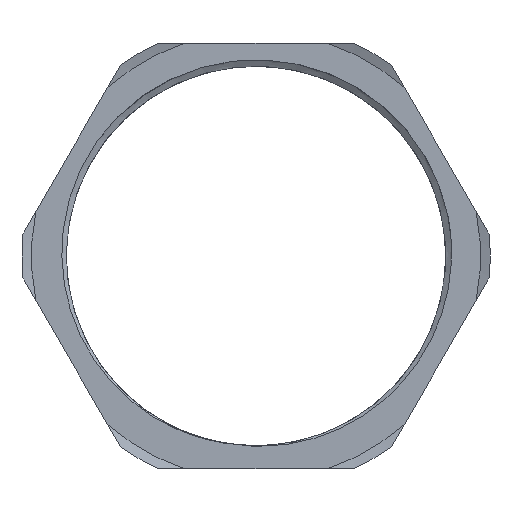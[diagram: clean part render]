
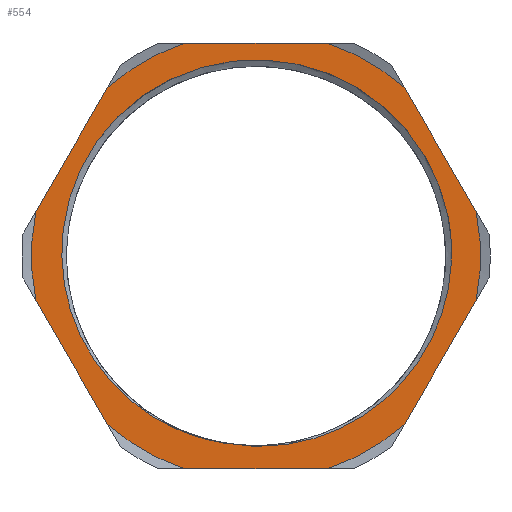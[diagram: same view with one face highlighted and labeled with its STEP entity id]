
A CAD part, left-side view. The second image highlights one B-rep face of the part: STEP entity #554.
In plain terms, the highlighted planar face has unit normal (-1, 0, 0).
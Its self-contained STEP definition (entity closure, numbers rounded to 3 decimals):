
#18=FACE_BOUND('',#136,.T.);
#21=B_SPLINE_CURVE_WITH_KNOTS('',3,(#1173,#1174,#1175,#1176,#1177,#1178,
#1179,#1180,#1181,#1182,#1183,#1184,#1185),.UNSPECIFIED.,.F.,.F.,(4,3,3,
3,4),(-4.5,-3.425,-2.274,-1.132,
0.),.UNSPECIFIED.);
#25=B_SPLINE_CURVE_WITH_KNOTS('',3,(#1590,#1591,#1592,#1593,#1594,#1595,
#1596,#1597,#1598,#1599,#1600,#1601,#1602),.UNSPECIFIED.,.F.,.F.,(4,3,3,
3,4),(-4.504,-3.454,-2.312,-1.16,
0.),.UNSPECIFIED.);
#35=CIRCLE('',#570,26.9);
#37=CIRCLE('',#573,26.9);
#39=CIRCLE('',#576,26.9);
#41=CIRCLE('',#579,26.9);
#43=CIRCLE('',#582,26.9);
#46=CIRCLE('',#586,26.9);
#61=CIRCLE('',#615,22.75);
#62=CIRCLE('',#617,23.51);
#104=FACE_OUTER_BOUND('',#135,.T.);
#135=EDGE_LOOP('',(#501,#502,#503,#504,#505,#506,#507,#508,#509,#510,#511,
#512));
#136=EDGE_LOOP('',(#513,#514,#515,#516));
#138=LINE('',#771,#162);
#142=LINE('',#796,#166);
#146=LINE('',#821,#170);
#150=LINE('',#846,#174);
#154=LINE('',#871,#178);
#158=LINE('',#896,#182);
#162=VECTOR('',#624,10.);
#166=VECTOR('',#630,10.);
#170=VECTOR('',#636,10.);
#174=VECTOR('',#642,10.);
#178=VECTOR('',#648,10.);
#182=VECTOR('',#654,10.);
#212=VERTEX_POINT('',#766);
#213=VERTEX_POINT('',#770);
#220=VERTEX_POINT('',#791);
#221=VERTEX_POINT('',#795);
#228=VERTEX_POINT('',#816);
#229=VERTEX_POINT('',#820);
#236=VERTEX_POINT('',#841);
#237=VERTEX_POINT('',#845);
#244=VERTEX_POINT('',#866);
#245=VERTEX_POINT('',#870);
#252=VERTEX_POINT('',#891);
#253=VERTEX_POINT('',#895);
#261=VERTEX_POINT('',#1171);
#262=VERTEX_POINT('',#1172);
#263=VERTEX_POINT('',#1355);
#264=VERTEX_POINT('',#1589);
#268=EDGE_CURVE('',#213,#212,#138,.T.);
#276=EDGE_CURVE('',#221,#220,#142,.T.);
#284=EDGE_CURVE('',#229,#228,#146,.T.);
#292=EDGE_CURVE('',#237,#236,#150,.T.);
#300=EDGE_CURVE('',#245,#244,#154,.T.);
#308=EDGE_CURVE('',#253,#252,#158,.T.);
#313=EDGE_CURVE('',#252,#245,#35,.T.);
#315=EDGE_CURVE('',#244,#237,#37,.T.);
#317=EDGE_CURVE('',#236,#229,#39,.T.);
#319=EDGE_CURVE('',#228,#221,#41,.T.);
#321=EDGE_CURVE('',#220,#213,#43,.T.);
#324=EDGE_CURVE('',#212,#253,#46,.T.);
#341=EDGE_CURVE('',#261,#262,#21,.T.);
#344=EDGE_CURVE('',#262,#263,#61,.T.);
#346=EDGE_CURVE('',#263,#264,#25,.T.);
#348=EDGE_CURVE('',#261,#264,#62,.T.);
#501=ORIENTED_EDGE('',*,*,#268,.T.);
#502=ORIENTED_EDGE('',*,*,#324,.T.);
#503=ORIENTED_EDGE('',*,*,#308,.T.);
#504=ORIENTED_EDGE('',*,*,#313,.T.);
#505=ORIENTED_EDGE('',*,*,#300,.T.);
#506=ORIENTED_EDGE('',*,*,#315,.T.);
#507=ORIENTED_EDGE('',*,*,#292,.T.);
#508=ORIENTED_EDGE('',*,*,#317,.T.);
#509=ORIENTED_EDGE('',*,*,#284,.T.);
#510=ORIENTED_EDGE('',*,*,#319,.T.);
#511=ORIENTED_EDGE('',*,*,#276,.T.);
#512=ORIENTED_EDGE('',*,*,#321,.T.);
#513=ORIENTED_EDGE('',*,*,#348,.T.);
#514=ORIENTED_EDGE('',*,*,#346,.F.);
#515=ORIENTED_EDGE('',*,*,#344,.F.);
#516=ORIENTED_EDGE('',*,*,#341,.F.);
#524=PLANE('',#618);
#554=ADVANCED_FACE('',(#104,#18),#524,.T.);
#570=AXIS2_PLACEMENT_3D('',#909,#659,#660);
#573=AXIS2_PLACEMENT_3D('',#912,#665,#666);
#576=AXIS2_PLACEMENT_3D('',#915,#671,#672);
#579=AXIS2_PLACEMENT_3D('',#918,#677,#678);
#582=AXIS2_PLACEMENT_3D('',#921,#683,#684);
#586=AXIS2_PLACEMENT_3D('',#925,#691,#692);
#615=AXIS2_PLACEMENT_3D('',#1356,#749,#750);
#617=AXIS2_PLACEMENT_3D('',#1648,#753,#754);
#618=AXIS2_PLACEMENT_3D('',#1649,#755,#756);
#624=DIRECTION('',(0.,0.5,-0.866));
#630=DIRECTION('',(0.,1.,0.));
#636=DIRECTION('',(0.,0.5,0.866));
#642=DIRECTION('',(0.,-0.5,0.866));
#648=DIRECTION('',(0.,-1.,0.));
#654=DIRECTION('',(0.,-0.5,-0.866));
#659=DIRECTION('center_axis',(-1.,0.,0.));
#660=DIRECTION('ref_axis',(0.,1.,0.));
#665=DIRECTION('center_axis',(-1.,0.,0.));
#666=DIRECTION('ref_axis',(0.,1.,0.));
#671=DIRECTION('center_axis',(-1.,0.,0.));
#672=DIRECTION('ref_axis',(0.,1.,0.));
#677=DIRECTION('center_axis',(-1.,0.,0.));
#678=DIRECTION('ref_axis',(0.,1.,0.));
#683=DIRECTION('center_axis',(-1.,0.,0.));
#684=DIRECTION('ref_axis',(0.,1.,0.));
#691=DIRECTION('center_axis',(-1.,0.,0.));
#692=DIRECTION('ref_axis',(0.,1.,0.));
#749=DIRECTION('center_axis',(-1.,0.,0.));
#750=DIRECTION('ref_axis',(0.,0.,1.));
#753=DIRECTION('center_axis',(1.,0.,0.));
#754=DIRECTION('ref_axis',(0.,0.,-1.));
#755=DIRECTION('center_axis',(-1.,0.,0.));
#756=DIRECTION('ref_axis',(0.,0.,1.));
#766=CARTESIAN_POINT('',(-5.,26.366,5.332));
#770=CARTESIAN_POINT('',(-5.,17.801,20.168));
#771=CARTESIAN_POINT('',(-5.,21.909,13.052));
#791=CARTESIAN_POINT('',(-5.,8.565,25.5));
#795=CARTESIAN_POINT('',(-5.,-8.565,25.5));
#796=CARTESIAN_POINT('',(-5.,6.664,25.5));
#816=CARTESIAN_POINT('',(-5.,-17.801,20.168));
#820=CARTESIAN_POINT('',(-5.,-26.366,5.332));
#821=CARTESIAN_POINT('',(-5.,-22.258,12.448));
#841=CARTESIAN_POINT('',(-5.,-26.366,-5.332));
#845=CARTESIAN_POINT('',(-5.,-17.801,-20.168));
#846=CARTESIAN_POINT('',(-5.,-14.897,-25.198));
#866=CARTESIAN_POINT('',(-5.,-8.565,-25.5));
#870=CARTESIAN_POINT('',(-5.,8.565,-25.5));
#871=CARTESIAN_POINT('',(-5.,21.386,-25.5));
#891=CARTESIAN_POINT('',(-5.,17.801,-20.168));
#895=CARTESIAN_POINT('',(-5.,26.366,-5.332));
#896=CARTESIAN_POINT('',(-5.,29.271,-0.302));
#909=CARTESIAN_POINT('Origin',(-5.,0.,0.));
#912=CARTESIAN_POINT('Origin',(-5.,0.,0.));
#915=CARTESIAN_POINT('Origin',(-5.,0.,0.));
#918=CARTESIAN_POINT('Origin',(-5.,0.,0.));
#921=CARTESIAN_POINT('Origin',(-5.,0.,0.));
#925=CARTESIAN_POINT('Origin',(-5.,0.,0.));
#1171=CARTESIAN_POINT('',(-5.,19.072,13.747));
#1172=CARTESIAN_POINT('',(-5.,5.747,-22.012));
#1173=CARTESIAN_POINT('Ctrl Pts',(-5.,19.073,13.748));
#1174=CARTESIAN_POINT('Ctrl Pts',(-5.,21.119,10.804));
#1175=CARTESIAN_POINT('Ctrl Pts',(-5.,22.476,7.402));
#1176=CARTESIAN_POINT('Ctrl Pts',(-5.,23.01,3.868));
#1177=CARTESIAN_POINT('Ctrl Pts',(-5.,23.581,0.084));
#1178=CARTESIAN_POINT('Ctrl Pts',(-5.,23.199,-3.846));
#1179=CARTESIAN_POINT('Ctrl Pts',(-5.,21.91,-7.442));
#1180=CARTESIAN_POINT('Ctrl Pts',(-5.,20.63,-11.008));
#1181=CARTESIAN_POINT('Ctrl Pts',(-5.,18.45,-14.264));
#1182=CARTESIAN_POINT('Ctrl Pts',(-5.,15.63,-16.799));
#1183=CARTESIAN_POINT('Ctrl Pts',(-5.,12.834,-19.312));
#1184=CARTESIAN_POINT('Ctrl Pts',(-5.,9.413,-21.122));
#1185=CARTESIAN_POINT('Ctrl Pts',(-5.,5.747,-22.012));
#1355=CARTESIAN_POINT('',(-5.,3.987,-22.398));
#1356=CARTESIAN_POINT('Origin',(-5.,0.,0.));
#1589=CARTESIAN_POINT('',(-5.,-23.073,4.51));
#1590=CARTESIAN_POINT('Ctrl Pts',(-5.,3.988,-22.399));
#1591=CARTESIAN_POINT('Ctrl Pts',(-5.,0.557,-23.069));
#1592=CARTESIAN_POINT('Ctrl Pts',(-5.,-3.013,-22.939));
#1593=CARTESIAN_POINT('Ctrl Pts',(-5.,-6.377,-22.027));
#1594=CARTESIAN_POINT('Ctrl Pts',(-5.,-10.038,-21.034));
#1595=CARTESIAN_POINT('Ctrl Pts',(-5.,-13.447,-19.113));
#1596=CARTESIAN_POINT('Ctrl Pts',(-5.,-16.194,-16.508));
#1597=CARTESIAN_POINT('Ctrl Pts',(-5.,-18.965,-13.881));
#1598=CARTESIAN_POINT('Ctrl Pts',(-5.,-21.076,-10.543));
#1599=CARTESIAN_POINT('Ctrl Pts',(-5.,-22.27,-6.913));
#1600=CARTESIAN_POINT('Ctrl Pts',(-5.,-23.473,-3.255));
#1601=CARTESIAN_POINT('Ctrl Pts',(-5.,-23.752,0.702));
#1602=CARTESIAN_POINT('Ctrl Pts',(-5.,-23.073,4.51));
#1648=CARTESIAN_POINT('Origin',(-5.,0.,0.));
#1649=CARTESIAN_POINT('Origin',(-5.,28.05,0.));
